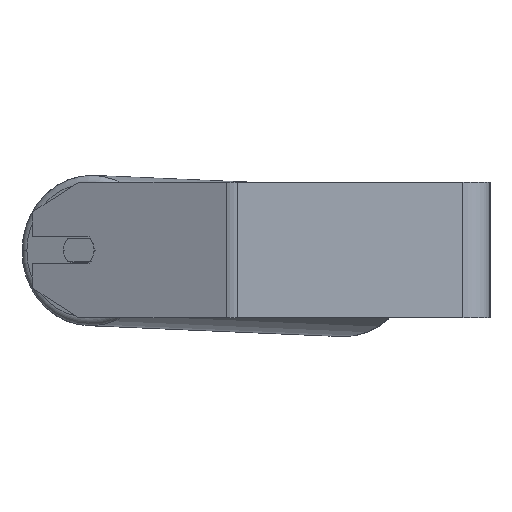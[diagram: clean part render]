
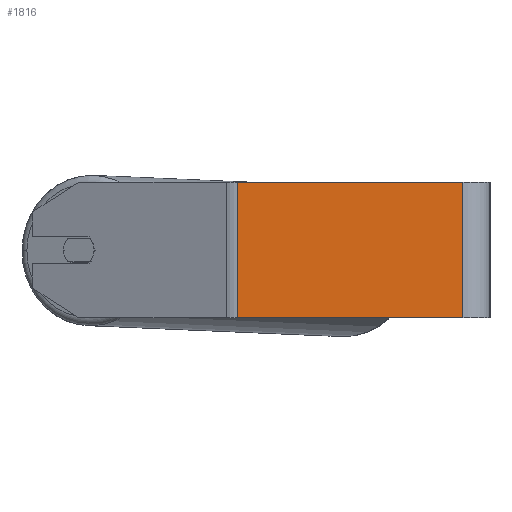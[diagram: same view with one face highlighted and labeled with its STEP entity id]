
A CAD part, left-side view. The second image highlights one B-rep face of the part: STEP entity #1816.
In plain terms, the highlighted planar face has unit normal (-1, 0, 0).
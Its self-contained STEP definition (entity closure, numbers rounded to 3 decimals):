
#196 = CARTESIAN_POINT ( 'NONE',  ( -405., 149.226, -40. ) ) ;
#233 = FACE_OUTER_BOUND ( 'NONE', #3133, .T. ) ;
#554 = EDGE_CURVE ( 'NONE', #5278, #4930, #2334, .T. ) ;
#851 = CARTESIAN_POINT ( 'NONE',  ( -405., 152.773, 40. ) ) ;
#893 = DIRECTION ( 'NONE',  ( 0., 0., -1. ) ) ;
#1118 = CARTESIAN_POINT ( 'NONE',  ( -405., 149.226, 40. ) ) ;
#1192 = DIRECTION ( 'NONE',  ( 0., -1., 0. ) ) ;
#1787 = DIRECTION ( 'NONE',  ( 0., -1., 0. ) ) ;
#1791 = VECTOR ( 'NONE', #1787, 1000. ) ;
#1816 = ADVANCED_FACE ( 'NONE', ( #233 ), #4729, .F. ) ;
#1859 = DIRECTION ( 'NONE',  ( 0., 0., -1. ) ) ;
#2223 = ORIENTED_EDGE ( 'NONE', *, *, #3380, .T. ) ;
#2334 = LINE ( 'NONE', #6432, #1791 ) ;
#2614 = VECTOR ( 'NONE', #1192, 1000. ) ;
#3133 = EDGE_LOOP ( 'NONE', ( #2223, #4850, #6708, #3694 ) ) ;
#3380 = EDGE_CURVE ( 'NONE', #4964, #7215, #3405, .T. ) ;
#3405 = LINE ( 'NONE', #6812, #2614 ) ;
#3517 = EDGE_CURVE ( 'NONE', #4930, #7215, #6958, .T. ) ;
#3572 = CARTESIAN_POINT ( 'NONE',  ( -405., 16., -40. ) ) ;
#3694 = ORIENTED_EDGE ( 'NONE', *, *, #5919, .T. ) ;
#3950 = CARTESIAN_POINT ( 'NONE',  ( -405., 149.226, 40. ) ) ;
#4043 = VECTOR ( 'NONE', #1859, 1000. ) ;
#4237 = CARTESIAN_POINT ( 'NONE',  ( -405., 16., 40. ) ) ;
#4350 = LINE ( 'NONE', #1118, #6440 ) ;
#4729 = PLANE ( 'NONE',  #4951 ) ;
#4850 = ORIENTED_EDGE ( 'NONE', *, *, #3517, .F. ) ;
#4930 = VERTEX_POINT ( 'NONE', #6172 ) ;
#4951 = AXIS2_PLACEMENT_3D ( 'NONE', #851, #6503, #893 ) ;
#4964 = VERTEX_POINT ( 'NONE', #196 ) ;
#5026 = DIRECTION ( 'NONE',  ( 0., 0., -1. ) ) ;
#5278 = VERTEX_POINT ( 'NONE', #3950 ) ;
#5919 = EDGE_CURVE ( 'NONE', #5278, #4964, #4350, .T. ) ;
#6172 = CARTESIAN_POINT ( 'NONE',  ( -405., 16., 40. ) ) ;
#6432 = CARTESIAN_POINT ( 'NONE',  ( -405., 152.773, 40. ) ) ;
#6440 = VECTOR ( 'NONE', #5026, 1000. ) ;
#6503 = DIRECTION ( 'NONE',  ( 1., 0., 0. ) ) ;
#6708 = ORIENTED_EDGE ( 'NONE', *, *, #554, .F. ) ;
#6812 = CARTESIAN_POINT ( 'NONE',  ( -405., 152.773, -40. ) ) ;
#6958 = LINE ( 'NONE', #4237, #4043 ) ;
#7215 = VERTEX_POINT ( 'NONE', #3572 ) ;
